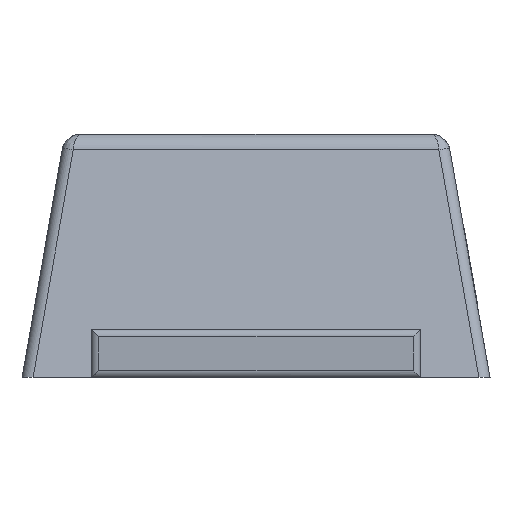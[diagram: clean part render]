
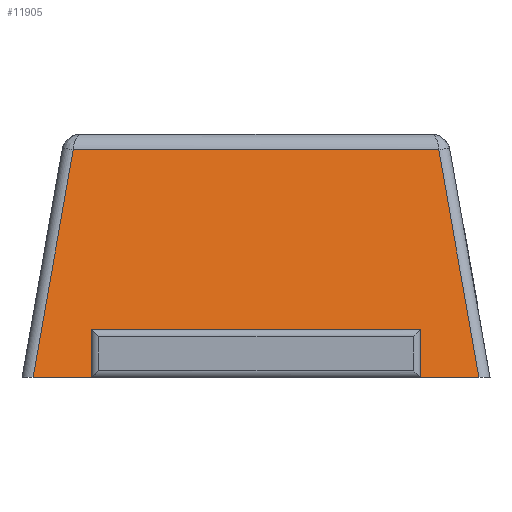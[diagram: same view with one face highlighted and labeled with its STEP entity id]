
A CAD part, left-side view. The second image highlights one B-rep face of the part: STEP entity #11905.
In plain terms, the highlighted planar face has unit normal (-0.985, 0, 0.174).
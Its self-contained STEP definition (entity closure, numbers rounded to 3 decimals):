
#222 = VERTEX_POINT ( 'NONE', #11372 ) ;
#325 = CARTESIAN_POINT ( 'NONE',  ( -0.95, 0.44, 0. ) ) ;
#342 = VECTOR ( 'NONE', #6036, 1000. ) ;
#572 = ORIENTED_EDGE ( 'NONE', *, *, #1187, .F. ) ;
#641 = VECTOR ( 'NONE', #3708, 1000. ) ;
#694 = EDGE_CURVE ( 'NONE', #222, #5162, #5538, .T. ) ;
#709 = DIRECTION ( 'NONE',  ( 0., -1., 0. ) ) ;
#925 = EDGE_CURVE ( 'NONE', #5545, #5325, #5818, .T. ) ;
#1181 = CARTESIAN_POINT ( 'NONE',  ( -0.95, -0.44, 0. ) ) ;
#1187 = EDGE_CURVE ( 'NONE', #12756, #3484, #1735, .T. ) ;
#1211 = CARTESIAN_POINT ( 'NONE',  ( -0.95, -0.44, 0. ) ) ;
#1649 = DIRECTION ( 'NONE',  ( 0., 1., 0. ) ) ;
#1735 = LINE ( 'NONE', #5495, #15704 ) ;
#2387 = DIRECTION ( 'NONE',  ( 0., -1., 0. ) ) ;
#2553 = CARTESIAN_POINT ( 'NONE',  ( -0.95, 0.595, 0. ) ) ;
#2740 = EDGE_CURVE ( 'NONE', #5162, #12421, #4259, .T. ) ;
#3019 = LINE ( 'NONE', #325, #15071 ) ;
#3371 = EDGE_CURVE ( 'NONE', #3996, #222, #5984, .T. ) ;
#3484 = VERTEX_POINT ( 'NONE', #11410 ) ;
#3708 = DIRECTION ( 'NONE',  ( 0., 1., 0. ) ) ;
#3996 = VERTEX_POINT ( 'NONE', #11522 ) ;
#4259 = LINE ( 'NONE', #9313, #8024 ) ;
#4296 = ORIENTED_EDGE ( 'NONE', *, *, #14682, .F. ) ;
#4791 = CARTESIAN_POINT ( 'NONE',  ( -0.95, -0.825, 0. ) ) ;
#5162 = VERTEX_POINT ( 'NONE', #2553 ) ;
#5227 = EDGE_CURVE ( 'NONE', #5325, #3996, #13724, .T. ) ;
#5325 = VERTEX_POINT ( 'NONE', #15707 ) ;
#5449 = DIRECTION ( 'NONE',  ( -0.171, 0.171, -0.97 ) ) ;
#5467 = ORIENTED_EDGE ( 'NONE', *, *, #925, .T. ) ;
#5495 = CARTESIAN_POINT ( 'NONE',  ( -0.927, -0.825, 0.129 ) ) ;
#5538 = LINE ( 'NONE', #13999, #8789 ) ;
#5545 = VERTEX_POINT ( 'NONE', #1211 ) ;
#5818 = LINE ( 'NONE', #7327, #13906 ) ;
#5984 = LINE ( 'NONE', #10839, #641 ) ;
#6036 = DIRECTION ( 'NONE',  ( -0.174, 0., -0.985 ) ) ;
#7301 = FACE_OUTER_BOUND ( 'NONE', #7778, .T. ) ;
#7327 = CARTESIAN_POINT ( 'NONE',  ( -0.95, 0.625, 0. ) ) ;
#7778 = EDGE_LOOP ( 'NONE', ( #5467, #9170, #12794, #12557, #12521, #4296, #572, #8733 ) ) ;
#8024 = VECTOR ( 'NONE', #709, 1000. ) ;
#8733 = ORIENTED_EDGE ( 'NONE', *, *, #10588, .T. ) ;
#8789 = VECTOR ( 'NONE', #5449, 1000. ) ;
#9170 = ORIENTED_EDGE ( 'NONE', *, *, #5227, .T. ) ;
#9313 = CARTESIAN_POINT ( 'NONE',  ( -0.95, 0.625, 0. ) ) ;
#9608 = DIRECTION ( 'NONE',  ( -0.174, 0., -0.985 ) ) ;
#9862 = CARTESIAN_POINT ( 'NONE',  ( -0.957, -0.602, -0.038 ) ) ;
#10588 = EDGE_CURVE ( 'NONE', #12756, #5545, #12121, .T. ) ;
#10795 = VECTOR ( 'NONE', #12374, 1000. ) ;
#10839 = CARTESIAN_POINT ( 'NONE',  ( -0.843, 0.51, 0.609 ) ) ;
#11372 = CARTESIAN_POINT ( 'NONE',  ( -0.843, 0.488, 0.609 ) ) ;
#11410 = CARTESIAN_POINT ( 'NONE',  ( -0.927, 0.44, 0.129 ) ) ;
#11438 = DIRECTION ( 'NONE',  ( -0.174, 0., -0.985 ) ) ;
#11522 = CARTESIAN_POINT ( 'NONE',  ( -0.843, -0.488, 0.609 ) ) ;
#11905 = ADVANCED_FACE ( 'NONE', ( #7301 ), #15777, .F. ) ;
#12121 = LINE ( 'NONE', #1181, #342 ) ;
#12184 = DIRECTION ( 'NONE',  ( 0.985, 0., -0.174 ) ) ;
#12374 = DIRECTION ( 'NONE',  ( 0.171, 0.171, 0.97 ) ) ;
#12421 = VERTEX_POINT ( 'NONE', #15081 ) ;
#12521 = ORIENTED_EDGE ( 'NONE', *, *, #2740, .T. ) ;
#12557 = ORIENTED_EDGE ( 'NONE', *, *, #694, .T. ) ;
#12756 = VERTEX_POINT ( 'NONE', #14008 ) ;
#12794 = ORIENTED_EDGE ( 'NONE', *, *, #3371, .T. ) ;
#13724 = LINE ( 'NONE', #9862, #10795 ) ;
#13906 = VECTOR ( 'NONE', #2387, 1000. ) ;
#13999 = CARTESIAN_POINT ( 'NONE',  ( -0.908, 0.554, 0.236 ) ) ;
#14008 = CARTESIAN_POINT ( 'NONE',  ( -0.927, -0.44, 0.129 ) ) ;
#14682 = EDGE_CURVE ( 'NONE', #3484, #12421, #3019, .T. ) ;
#15071 = VECTOR ( 'NONE', #11438, 1000. ) ;
#15081 = CARTESIAN_POINT ( 'NONE',  ( -0.95, 0.44, 0. ) ) ;
#15671 = AXIS2_PLACEMENT_3D ( 'NONE', #4791, #12184, #9608 ) ;
#15704 = VECTOR ( 'NONE', #1649, 1000. ) ;
#15707 = CARTESIAN_POINT ( 'NONE',  ( -0.95, -0.595, 0. ) ) ;
#15777 = PLANE ( 'NONE',  #15671 ) ;
